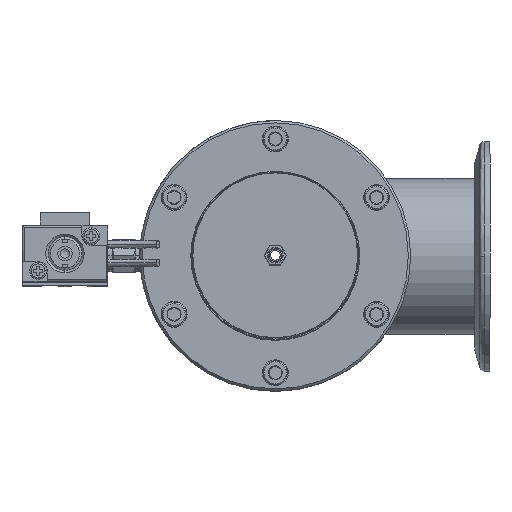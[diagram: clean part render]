
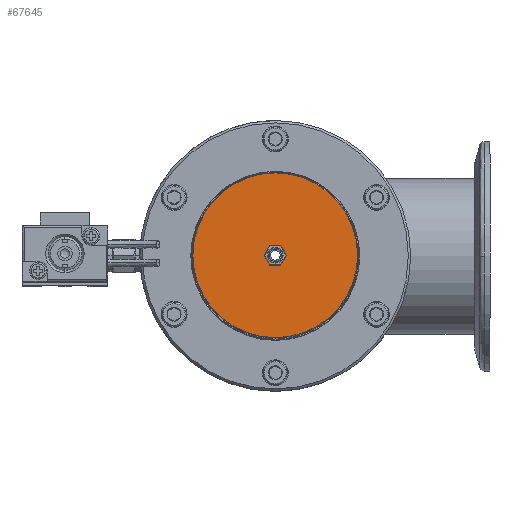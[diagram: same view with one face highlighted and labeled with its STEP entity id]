
A CAD part, top view. The second image highlights one B-rep face of the part: STEP entity #67645.
In plain terms, the highlighted planar face has unit normal (0, 0, 1).
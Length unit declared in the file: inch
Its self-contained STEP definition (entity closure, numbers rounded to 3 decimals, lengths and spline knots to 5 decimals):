
#1228 = DIRECTION ( 'NONE',  ( 0., 0., 1. ) ) ;
#1571 = CARTESIAN_POINT ( 'NONE',  ( 0., 0., 8.879 ) ) ;
#4077 = CARTESIAN_POINT ( 'NONE',  ( 0., -1.0575, 8.879 ) ) ;
#6833 = CARTESIAN_POINT ( 'NONE',  ( 0., 0., 8.879 ) ) ;
#9263 = VERTEX_POINT ( 'NONE', #4077 ) ;
#12839 = DIRECTION ( 'NONE',  ( 0., 1., 0. ) ) ;
#14522 = AXIS2_PLACEMENT_3D ( 'NONE', #55238, #50997, #18798 ) ;
#16049 = VERTEX_POINT ( 'NONE', #34581 ) ;
#16171 = VERTEX_POINT ( 'NONE', #38174 ) ;
#17728 = EDGE_CURVE ( 'NONE', #16171, #9263, #38551, .T. ) ;
#18798 = DIRECTION ( 'NONE',  ( 0., 1., 0. ) ) ;
#21778 = DIRECTION ( 'NONE',  ( 0., 0., -1. ) ) ;
#23257 = AXIS2_PLACEMENT_3D ( 'NONE', #6833, #56732, #12839 ) ;
#24512 = ORIENTED_EDGE ( 'NONE', *, *, #38425, .T. ) ;
#27582 = EDGE_LOOP ( 'NONE', ( #45033, #53907 ) ) ;
#28298 = AXIS2_PLACEMENT_3D ( 'NONE', #53634, #21778, #63912 ) ;
#28722 = EDGE_CURVE ( 'NONE', #16049, #34989, #53758, .T. ) ;
#30668 = CARTESIAN_POINT ( 'NONE',  ( 0., 0., 8.879 ) ) ;
#32082 = FACE_BOUND ( 'NONE', #51495, .T. ) ;
#34581 = CARTESIAN_POINT ( 'NONE',  ( 0., -0.0845, 8.879 ) ) ;
#34601 = DIRECTION ( 'NONE',  ( 0., 1., 0. ) ) ;
#34699 = CIRCLE ( 'NONE', #68635, 0.0845 ) ;
#34989 = VERTEX_POINT ( 'NONE', #52285 ) ;
#35174 = AXIS2_PLACEMENT_3D ( 'NONE', #1571, #1228, #38794 ) ;
#38086 = PLANE ( 'NONE',  #28298 ) ;
#38174 = CARTESIAN_POINT ( 'NONE',  ( 0., 1.0575, 8.879 ) ) ;
#38425 = EDGE_CURVE ( 'NONE', #34989, #16049, #34699, .T. ) ;
#38551 = CIRCLE ( 'NONE', #35174, 1.0575 ) ;
#38794 = DIRECTION ( 'NONE',  ( 0., 1., 0. ) ) ;
#40261 = DIRECTION ( 'NONE',  ( 0., 0., -1. ) ) ;
#42365 = FACE_OUTER_BOUND ( 'NONE', #27582, .T. ) ;
#42670 = EDGE_CURVE ( 'NONE', #9263, #16171, #45056, .T. ) ;
#45033 = ORIENTED_EDGE ( 'NONE', *, *, #17728, .T. ) ;
#45056 = CIRCLE ( 'NONE', #14522, 1.0575 ) ;
#50997 = DIRECTION ( 'NONE',  ( 0., 0., 1. ) ) ;
#51495 = EDGE_LOOP ( 'NONE', ( #24512, #65168 ) ) ;
#52285 = CARTESIAN_POINT ( 'NONE',  ( 0., 0.0845, 8.879 ) ) ;
#53634 = CARTESIAN_POINT ( 'NONE',  ( 0., 0., 8.879 ) ) ;
#53758 = CIRCLE ( 'NONE', #23257, 0.0845 ) ;
#53907 = ORIENTED_EDGE ( 'NONE', *, *, #42670, .T. ) ;
#55238 = CARTESIAN_POINT ( 'NONE',  ( 0., 0., 8.879 ) ) ;
#56732 = DIRECTION ( 'NONE',  ( 0., 0., -1. ) ) ;
#63912 = DIRECTION ( 'NONE',  ( 0., 1., 0. ) ) ;
#65168 = ORIENTED_EDGE ( 'NONE', *, *, #28722, .T. ) ;
#67645 = ADVANCED_FACE ( 'NONE', ( #32082, #42365 ), #38086, .F. ) ;
#68635 = AXIS2_PLACEMENT_3D ( 'NONE', #30668, #40261, #34601 ) ;
